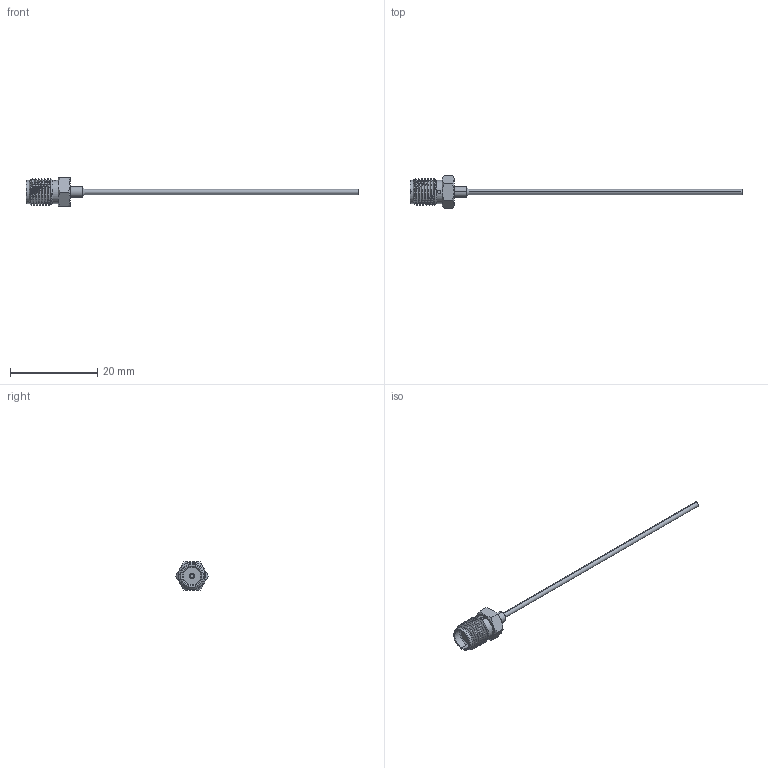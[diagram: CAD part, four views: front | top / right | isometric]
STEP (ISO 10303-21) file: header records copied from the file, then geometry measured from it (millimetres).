
FILE_DESCRIPTION (( 'STEP AP203' ), '1' );
FILE_NAME ('FMCA1183-3.step', '2018-04-23T20:06:20', ( '' ), ( '' ), 'SwSTEP 2.0', 'SolidWorks 2017', '' );
FILE_SCHEMA (( 'CONFIG_CONTROL_DESIGN' ));
Length unit declared in the file: inch
Products named in the file (1): FMCA1183-3
Bounding box: 76.2 x 7.48 x 6.48 mm (x, y, z)
Volume: 341.1 mm3; surface area: 659.7 mm2
Topology: 2 solids, 2 shells, 68 faces, 162 edges, 104 vertices
Faces by surface type: cylinder 34, plane 16, cone 13, bspline 3, torus 2
Entity records: 3248 total; most frequent: CARTESIAN_POINT 1702, ORIENTED_EDGE 324, DIRECTION 284, EDGE_CURVE 162, AXIS2_PLACEMENT_3D 116, VERTEX_POINT 104, EDGE_LOOP 76, FACE_OUTER_BOUND 68
